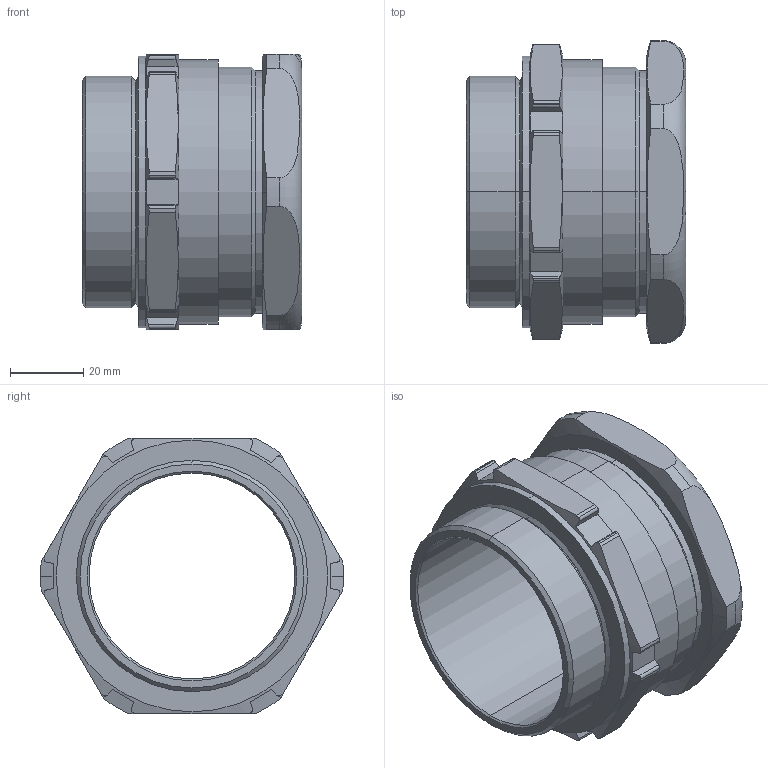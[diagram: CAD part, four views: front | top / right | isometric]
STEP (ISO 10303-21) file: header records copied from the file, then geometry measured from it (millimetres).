
FILE_DESCRIPTION (( 'STEP AP214' ), '1' );
FILE_NAME ('TC-M63NB2201RA5.STEP', '2023-12-05T08:47:13', ( '' ), ( '' ), 'SwSTEP 2.0', 'SolidWorks 2023', '' );
FILE_SCHEMA (( 'AUTOMOTIVE_DESIGN' ));
Length unit declared in the file: millimetre
Products named in the file (1): TC-M63NB2201RA5
Bounding box: 59.79 x 82.5 x 75 mm (x, y, z)
Volume: 87091.2 mm3; surface area: 30400.9 mm2
Topology: 1 solids, 1 shells, 102 faces, 270 edges, 174 vertices
Faces by surface type: cylinder 46, plane 36, cone 18, torus 2
Entity records: 3705 total; most frequent: CARTESIAN_POINT 1261, ORIENTED_EDGE 540, DIRECTION 464, EDGE_CURVE 270, AXIS2_PLACEMENT_3D 185, VERTEX_POINT 174, EDGE_LOOP 108, FACE_OUTER_BOUND 102
